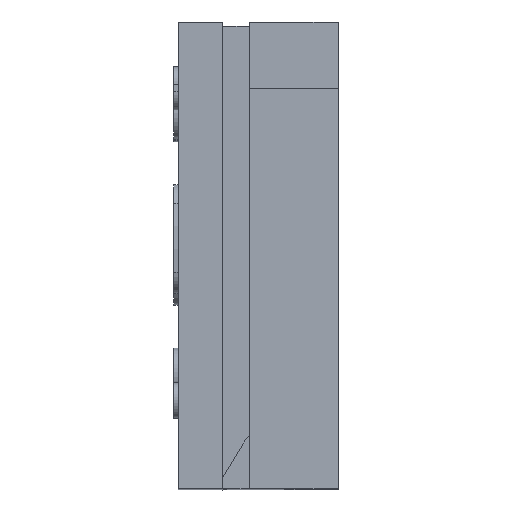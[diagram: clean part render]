
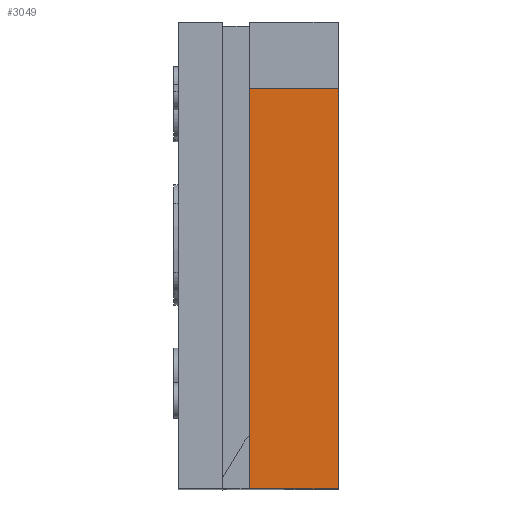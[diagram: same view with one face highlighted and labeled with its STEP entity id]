
A CAD part, top view. The second image highlights one B-rep face of the part: STEP entity #3049.
In plain terms, the highlighted face is planar.
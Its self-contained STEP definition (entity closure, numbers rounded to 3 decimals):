
#2153 = EDGE_CURVE ( 'NONE', #2177, #2192, #46675, .T. ) ;
#2177 = VERTEX_POINT ( 'NONE', #46730 ) ;
#2192 = VERTEX_POINT ( 'NONE', #46773 ) ;
#2980 = ORIENTED_EDGE ( 'NONE', *, *, #2153, .F. ) ;
#2996 = ORIENTED_EDGE ( 'NONE', *, *, #26839, .T. ) ;
#3027 = ORIENTED_EDGE ( 'NONE', *, *, #3048, .F. ) ;
#3037 = ORIENTED_EDGE ( 'NONE', *, *, #3050, .F. ) ;
#3047 = EDGE_LOOP ( 'NONE', ( #2980, #3037, #2996, #3027 ) ) ;
#3048 = EDGE_CURVE ( 'NONE', #2192, #26845, #9082, .T. ) ;
#3049 = ADVANCED_FACE ( 'NONE', ( #8996 ), #9094, .T. ) ;
#3050 = EDGE_CURVE ( 'NONE', #26846, #2177, #9063, .T. ) ;
#8967 = DIRECTION ( 'NONE',  ( -1., 0., 0. ) ) ;
#8996 = FACE_OUTER_BOUND ( 'NONE', #3047, .T. ) ;
#8997 = DIRECTION ( 'NONE',  ( 0., 0., 1. ) ) ;
#9060 = DIRECTION ( 'NONE',  ( 0., 1., 0. ) ) ;
#9062 = VECTOR ( 'NONE', #9060, 1000. ) ;
#9063 = LINE ( 'NONE', #9071, #9062 ) ;
#9071 = CARTESIAN_POINT ( 'NONE',  ( 0., 0., -20. ) ) ;
#9078 = AXIS2_PLACEMENT_3D ( 'NONE', #9084, #8967, #8997 ) ;
#9080 = DIRECTION ( 'NONE',  ( 0., -1., 0. ) ) ;
#9081 = VECTOR ( 'NONE', #9080, 1000. ) ;
#9082 = LINE ( 'NONE', #9092, #9081 ) ;
#9084 = CARTESIAN_POINT ( 'NONE',  ( 0., 0., -27. ) ) ;
#9092 = CARTESIAN_POINT ( 'NONE',  ( 0., 0., 0. ) ) ;
#9094 = PLANE ( 'NONE',  #9078 ) ;
#17510 = CARTESIAN_POINT ( 'NONE',  ( 0., 0., -20. ) ) ;
#17517 = DIRECTION ( 'NONE',  ( 0., 0., 1. ) ) ;
#17518 = VECTOR ( 'NONE', #17517, 1000. ) ;
#17519 = CARTESIAN_POINT ( 'NONE',  ( 0., 0., -27. ) ) ;
#17521 = LINE ( 'NONE', #17519, #17518 ) ;
#17527 = CARTESIAN_POINT ( 'NONE',  ( 0., 0., 0. ) ) ;
#26839 = EDGE_CURVE ( 'NONE', #26846, #26845, #17521, .T. ) ;
#26845 = VERTEX_POINT ( 'NONE', #17527 ) ;
#26846 = VERTEX_POINT ( 'NONE', #17510 ) ;
#46671 = DIRECTION ( 'NONE',  ( 0., 0., 1. ) ) ;
#46672 = VECTOR ( 'NONE', #46671, 1000. ) ;
#46673 = CARTESIAN_POINT ( 'NONE',  ( 0., 90., -27. ) ) ;
#46675 = LINE ( 'NONE', #46673, #46672 ) ;
#46730 = CARTESIAN_POINT ( 'NONE',  ( 0., 90., -20. ) ) ;
#46773 = CARTESIAN_POINT ( 'NONE',  ( 0., 90., 0. ) ) ;
